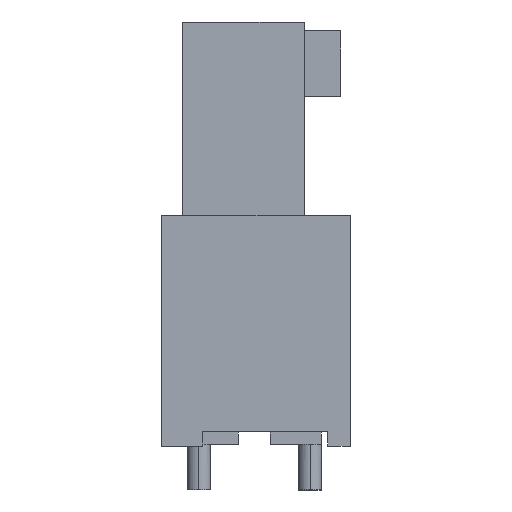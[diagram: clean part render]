
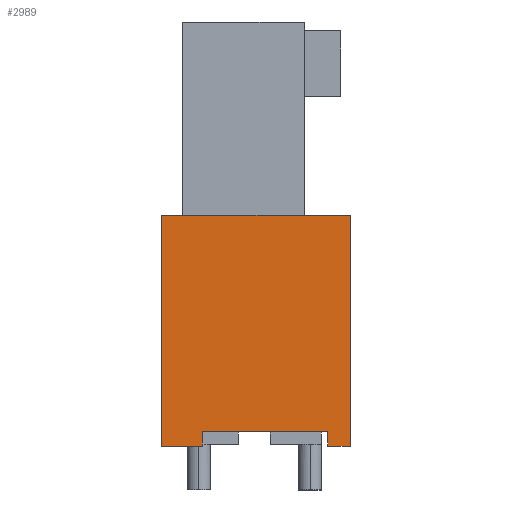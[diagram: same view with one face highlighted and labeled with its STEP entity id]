
A CAD part, left-side view. The second image highlights one B-rep face of the part: STEP entity #2989.
In plain terms, the highlighted planar face has unit normal (-1, 0, 0).
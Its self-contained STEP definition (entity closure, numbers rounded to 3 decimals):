
#2977=AXIS2_PLACEMENT_3D('Plane Axis2P3D',#2974,#2975,#2976) ;
#42=CARTESIAN_POINT('Vertex',(0.,0.,1.5)) ;
#45=CARTESIAN_POINT('Line Origine',(0.,0.39,1.5)) ;
#49=CARTESIAN_POINT('Vertex',(0.,0.78,1.5)) ;
#88=CARTESIAN_POINT('Vertex',(0.,0.,9.4)) ;
#93=CARTESIAN_POINT('Line Origine',(0.,0.,5.45)) ;
#584=CARTESIAN_POINT('Line Origine',(0.,0.78,1.75)) ;
#588=CARTESIAN_POINT('Vertex',(0.,0.78,2.)) ;
#1284=CARTESIAN_POINT('Line Origine',(0.,6.45,5.45)) ;
#1288=CARTESIAN_POINT('Vertex',(0.,6.45,9.4)) ;
#1290=CARTESIAN_POINT('Vertex',(0.,6.45,1.5)) ;
#1969=CARTESIAN_POINT('Vertex',(0.,5.057,1.5)) ;
#1972=CARTESIAN_POINT('Line Origine',(0.,5.754,1.5)) ;
#1998=CARTESIAN_POINT('Vertex',(0.,5.057,2.)) ;
#2001=CARTESIAN_POINT('Line Origine',(0.,5.057,1.75)) ;
#2270=CARTESIAN_POINT('Line Origine',(0.,2.919,2.)) ;
#2288=CARTESIAN_POINT('Line Origine',(0.,3.225,9.4)) ;
#2974=CARTESIAN_POINT('Axis2P3D Location',(0.,6.23,9.4)) ;
#46=DIRECTION('Vector Direction',(0.,1.,0.)) ;
#94=DIRECTION('Vector Direction',(0.,0.,-1.)) ;
#585=DIRECTION('Vector Direction',(0.,0.,-1.)) ;
#1285=DIRECTION('Vector Direction',(0.,0.,-1.)) ;
#1973=DIRECTION('Vector Direction',(0.,1.,0.)) ;
#2002=DIRECTION('Vector Direction',(0.,0.,-1.)) ;
#2271=DIRECTION('Vector Direction',(0.,1.,0.)) ;
#2289=DIRECTION('Vector Direction',(0.,1.,0.)) ;
#2975=DIRECTION('Axis2P3D Direction',(-1.,0.,0.)) ;
#2976=DIRECTION('Axis2P3D XDirection',(0.,1.,0.)) ;
#47=VECTOR('Line Direction',#46,1.) ;
#95=VECTOR('Line Direction',#94,1.) ;
#586=VECTOR('Line Direction',#585,1.) ;
#1286=VECTOR('Line Direction',#1285,1.) ;
#1974=VECTOR('Line Direction',#1973,1.) ;
#2003=VECTOR('Line Direction',#2002,1.) ;
#2272=VECTOR('Line Direction',#2271,1.) ;
#2290=VECTOR('Line Direction',#2289,1.) ;
#2980=ORIENTED_EDGE('',*,*,#2274,.F.) ;
#2981=ORIENTED_EDGE('',*,*,#590,.T.) ;
#2982=ORIENTED_EDGE('',*,*,#51,.F.) ;
#2983=ORIENTED_EDGE('',*,*,#97,.F.) ;
#2984=ORIENTED_EDGE('',*,*,#2292,.F.) ;
#2985=ORIENTED_EDGE('',*,*,#1292,.T.) ;
#2986=ORIENTED_EDGE('',*,*,#1976,.F.) ;
#2987=ORIENTED_EDGE('',*,*,#2005,.F.) ;
#2989=ADVANCED_FACE('HOUSING',(#2988),#2978,.T.) ;
#51=EDGE_CURVE('',#43,#50,#48,.T.) ;
#97=EDGE_CURVE('',#89,#43,#96,.T.) ;
#590=EDGE_CURVE('',#589,#50,#587,.T.) ;
#1292=EDGE_CURVE('',#1289,#1291,#1287,.T.) ;
#1976=EDGE_CURVE('',#1970,#1291,#1975,.T.) ;
#2005=EDGE_CURVE('',#1999,#1970,#2004,.T.) ;
#2274=EDGE_CURVE('',#589,#1999,#2273,.T.) ;
#2292=EDGE_CURVE('',#1289,#89,#2291,.F.) ;
#2979=EDGE_LOOP('',(#2980,#2981,#2982,#2983,#2984,#2985,#2986,#2987)) ;
#2988=FACE_OUTER_BOUND('',#2979,.T.) ;
#48=LINE('Line',#45,#47) ;
#96=LINE('Line',#93,#95) ;
#587=LINE('Line',#584,#586) ;
#1287=LINE('Line',#1284,#1286) ;
#1975=LINE('Line',#1972,#1974) ;
#2004=LINE('Line',#2001,#2003) ;
#2273=LINE('Line',#2270,#2272) ;
#2291=LINE('Line',#2288,#2290) ;
#2978=PLANE('',#2977) ;
#43=VERTEX_POINT('',#42) ;
#50=VERTEX_POINT('',#49) ;
#89=VERTEX_POINT('',#88) ;
#589=VERTEX_POINT('',#588) ;
#1289=VERTEX_POINT('',#1288) ;
#1291=VERTEX_POINT('',#1290) ;
#1970=VERTEX_POINT('',#1969) ;
#1999=VERTEX_POINT('',#1998) ;
